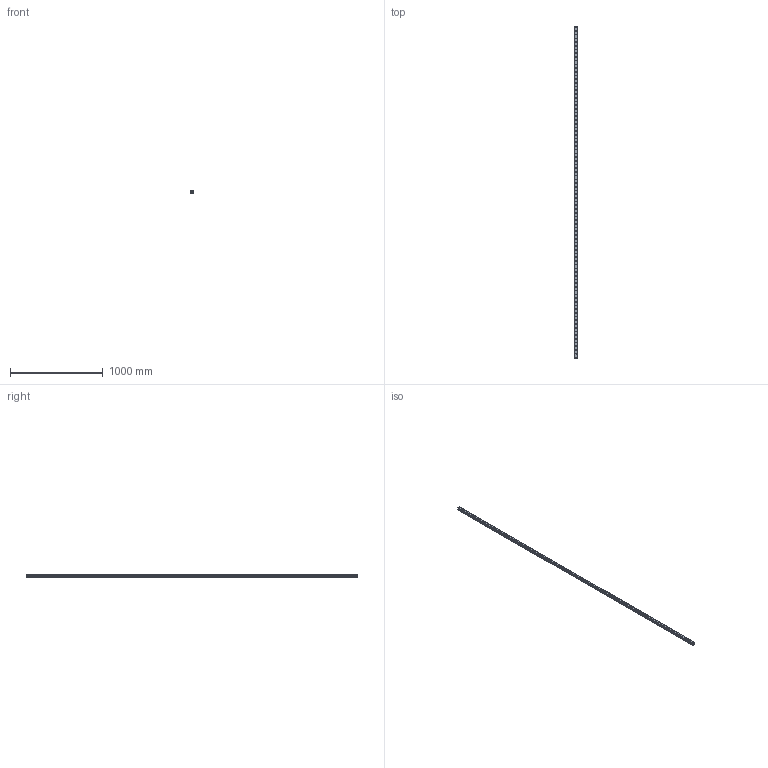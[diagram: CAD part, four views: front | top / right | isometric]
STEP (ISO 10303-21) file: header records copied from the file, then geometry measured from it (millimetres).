
FILE_DESCRIPTION(('STEP AP214'),'1');
FILE_NAME('cctmp_A42C6C83-3676-404A-8513-35284E2D102C_2021_03_11_12_01_36_0045..stp','2021-03-11T11:01:36',('HIWIN GmbH'),('CADClick - www.CADClick.com'),'Spatial InterOp 3D',' ','unknown authorization');
FILE_SCHEMA(('AUTOMOTIVE_DESIGN'));
Length unit declared in the file: millimetre
Products named in the file (1): RGR30R3580H_FILE
Bounding box: 28 x 3580 x 28 mm (x, y, z)
Volume: 2053092.8 mm3; surface area: 531282.6 mm2
Topology: 1 solids, 1 shells, 925 faces, 1947 edges, 1298 vertices
Faces by surface type: cylinder 558, plane 367
Entity records: 32721 total; most frequent: DIRECTION 4915, CARTESIAN_POINT 4171, ORIENTED_EDGE 3894, AXIS2_PLACEMENT_3D 2042, EDGE_CURVE 1947, VERTEX_POINT 1298, EDGE_LOOP 1199, CIRCLE 1116
